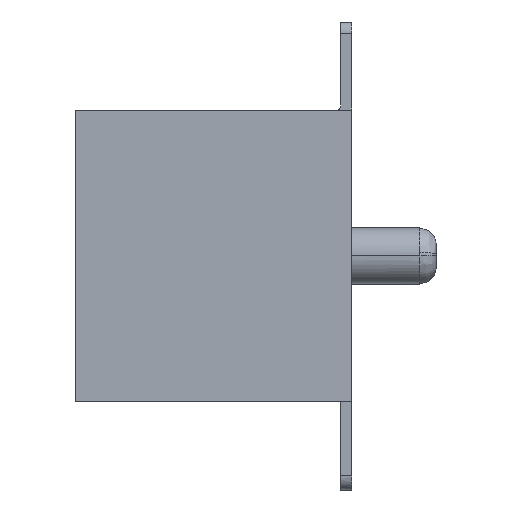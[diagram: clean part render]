
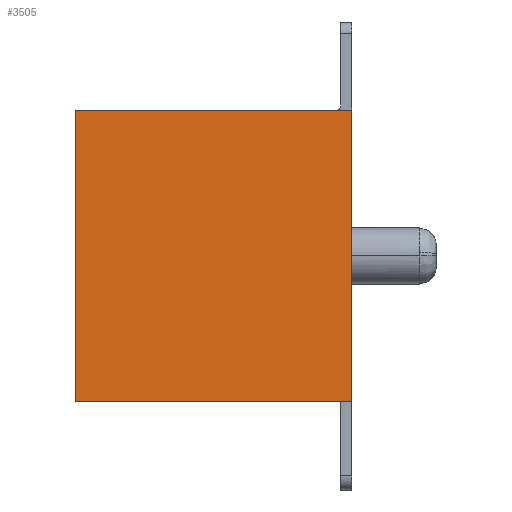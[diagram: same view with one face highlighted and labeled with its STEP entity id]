
A CAD part, left-side view. The second image highlights one B-rep face of the part: STEP entity #3505.
In plain terms, the highlighted planar face has unit normal (-1, 0, 0).
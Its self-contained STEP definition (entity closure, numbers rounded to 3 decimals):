
#1824=CARTESIAN_POINT('',(0.,1.5,-5.15));
#1825=VERTEX_POINT('',#1824);
#1835=CARTESIAN_POINT('',(0.,6.4,-5.15));
#1836=VERTEX_POINT('',#1835);
#1837=CARTESIAN_POINT('',(0.,1.5,-5.15));
#1838=CARTESIAN_POINT('',(0.,2.48,-5.15));
#1839=CARTESIAN_POINT('',(0.,3.46,-5.15));
#1840=CARTESIAN_POINT('',(0.,4.44,-5.15));
#1841=CARTESIAN_POINT('',(0.,5.42,-5.15));
#1842=CARTESIAN_POINT('',(0.,6.4,-5.15));
#1843=B_SPLINE_CURVE_WITH_KNOTS('',5,(#1837,#1838,#1839,#1840,#1841,#1842),.UNSPECIFIED.,.F.,.U.,(6,6),(0.,4.9),.UNSPECIFIED.);
#1844=EDGE_CURVE('',#1825,#1836,#1843,.T.);
#3466=CARTESIAN_POINT('',(0.,3.95,-2.575));
#3467=DIRECTION('',(0.,0.,1.));
#3468=DIRECTION('',(-1.,0.,0.));
#3469=AXIS2_PLACEMENT_3D('',#3466,#3468,#3467);
#3470=PLANE('',#3469);
#3471=CARTESIAN_POINT('',(0.,6.4,0.));
#3472=VERTEX_POINT('',#3471);
#3473=CARTESIAN_POINT('',(0.,1.5,0.));
#3474=VERTEX_POINT('',#3473);
#3475=CARTESIAN_POINT('',(0.,6.4,0.));
#3476=CARTESIAN_POINT('',(0.,5.42,0.));
#3477=CARTESIAN_POINT('',(0.,4.44,0.));
#3478=CARTESIAN_POINT('',(0.,3.46,0.));
#3479=CARTESIAN_POINT('',(0.,2.48,0.));
#3480=CARTESIAN_POINT('',(0.,1.5,0.));
#3481=B_SPLINE_CURVE_WITH_KNOTS('',5,(#3475,#3476,#3477,#3478,#3479,#3480),.UNSPECIFIED.,.F.,.U.,(6,6),(0.,4.9),.UNSPECIFIED.);
#3482=EDGE_CURVE('',#3472,#3474,#3481,.T.);
#3483=ORIENTED_EDGE('',*,*,#3482,.F.);
#3484=CARTESIAN_POINT('',(0.,6.4,-5.15));
#3485=CARTESIAN_POINT('',(0.,6.4,-4.12));
#3486=CARTESIAN_POINT('',(0.,6.4,-3.09));
#3487=CARTESIAN_POINT('',(0.,6.4,-2.06));
#3488=CARTESIAN_POINT('',(0.,6.4,-1.03));
#3489=CARTESIAN_POINT('',(0.,6.4,0.));
#3490=B_SPLINE_CURVE_WITH_KNOTS('',5,(#3484,#3485,#3486,#3487,#3488,#3489),.UNSPECIFIED.,.F.,.U.,(6,6),(0.,5.15),.UNSPECIFIED.);
#3491=EDGE_CURVE('',#1836,#3472,#3490,.T.);
#3492=ORIENTED_EDGE('',*,*,#3491,.F.);
#3493=ORIENTED_EDGE('',*,*,#1844,.F.);
#3494=CARTESIAN_POINT('',(0.,1.5,-5.15));
#3495=CARTESIAN_POINT('',(0.,1.5,-4.12));
#3496=CARTESIAN_POINT('',(0.,1.5,-3.09));
#3497=CARTESIAN_POINT('',(0.,1.5,-2.06));
#3498=CARTESIAN_POINT('',(0.,1.5,-1.03));
#3499=CARTESIAN_POINT('',(0.,1.5,0.));
#3500=B_SPLINE_CURVE_WITH_KNOTS('',5,(#3494,#3495,#3496,#3497,#3498,#3499),.UNSPECIFIED.,.F.,.U.,(6,6),(0.,5.15),.UNSPECIFIED.);
#3501=EDGE_CURVE('',#1825,#3474,#3500,.T.);
#3502=ORIENTED_EDGE('',*,*,#3501,.T.);
#3503=EDGE_LOOP('',(#3483,#3492,#3493,#3502));
#3504=FACE_OUTER_BOUND('',#3503,.T.);
#3505=ADVANCED_FACE('',(#3504),#3470,.T.);
